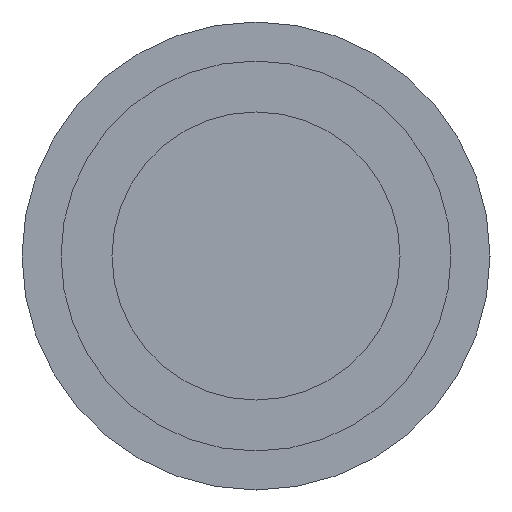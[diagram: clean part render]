
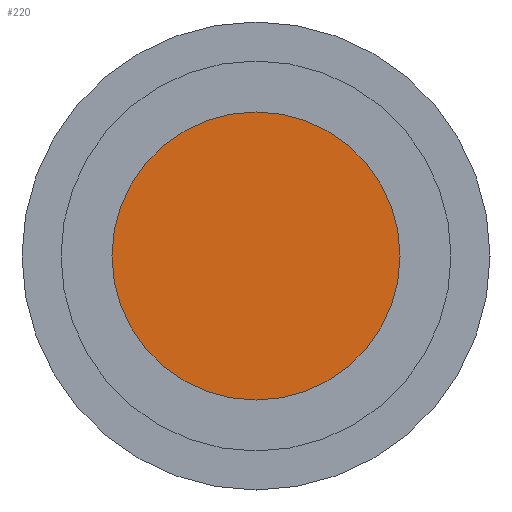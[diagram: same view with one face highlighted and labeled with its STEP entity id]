
A CAD part, front view. The second image highlights one B-rep face of the part: STEP entity #220.
In plain terms, the highlighted planar face has unit normal (0, -1, 0).
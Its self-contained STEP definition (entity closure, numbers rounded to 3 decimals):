
#33 = FACE_OUTER_BOUND ( 'NONE', #164, .T. ) ;
#55 = CARTESIAN_POINT ( 'NONE',  ( 0., 2.2, 2.4 ) ) ;
#85 = EDGE_CURVE ( 'NONE', #289, #264, #302, .T. ) ;
#88 = DIRECTION ( 'NONE',  ( 0., 0., -1. ) ) ;
#122 = DIRECTION ( 'NONE',  ( 0., -1., 0. ) ) ;
#157 = DIRECTION ( 'NONE',  ( 0., 0., -1. ) ) ;
#164 = EDGE_LOOP ( 'NONE', ( #359, #285 ) ) ;
#198 = AXIS2_PLACEMENT_3D ( 'NONE', #214, #122, #88 ) ;
#211 = DIRECTION ( 'NONE',  ( 0., 0., -1. ) ) ;
#214 = CARTESIAN_POINT ( 'NONE',  ( 2.4, 2.2, 0. ) ) ;
#220 = ADVANCED_FACE ( 'NONE', ( #33 ), #292, .T. ) ;
#237 = CARTESIAN_POINT ( 'NONE',  ( 0., 2.2, 0. ) ) ;
#249 = EDGE_CURVE ( 'NONE', #264, #289, #262, .T. ) ;
#261 = DIRECTION ( 'NONE',  ( 0., -1., 0. ) ) ;
#262 = CIRCLE ( 'NONE', #287, 2.4 ) ;
#264 = VERTEX_POINT ( 'NONE', #345 ) ;
#285 = ORIENTED_EDGE ( 'NONE', *, *, #85, .T. ) ;
#287 = AXIS2_PLACEMENT_3D ( 'NONE', #322, #296, #157 ) ;
#289 = VERTEX_POINT ( 'NONE', #55 ) ;
#292 = PLANE ( 'NONE',  #198 ) ;
#296 = DIRECTION ( 'NONE',  ( 0., -1., 0. ) ) ;
#302 = CIRCLE ( 'NONE', #336, 2.4 ) ;
#322 = CARTESIAN_POINT ( 'NONE',  ( 0., 2.2, 0. ) ) ;
#336 = AXIS2_PLACEMENT_3D ( 'NONE', #237, #261, #211 ) ;
#345 = CARTESIAN_POINT ( 'NONE',  ( 0., 2.2, -2.4 ) ) ;
#359 = ORIENTED_EDGE ( 'NONE', *, *, #249, .T. ) ;
